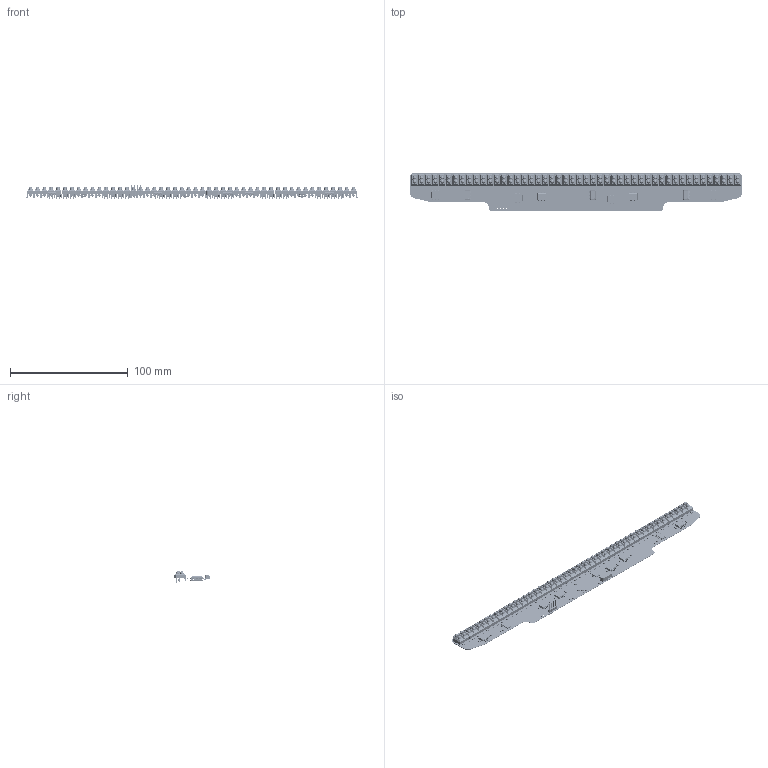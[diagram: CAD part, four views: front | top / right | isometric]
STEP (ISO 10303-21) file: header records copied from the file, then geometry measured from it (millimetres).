
FILE_DESCRIPTION(('Open CASCADE Model'),'2;1');
FILE_NAME('Open CASCADE Shape Model','2020-04-09T19:26:27',('Author'),( 'Open CASCADE'),'Open CASCADE STEP processor 6.8','Open CASCADE 6.8' ,'Unknown');
FILE_SCHEMA(('AUTOMOTIVE_DESIGN { 1 0 10303 214 1 1 1 1 }'));
Length unit declared in the file: millimetre
Products named in the file (231): PCB; Board; Open CASCADE STEP translator 6.8 1.1.1; R7; 0805RES; R5; CAN_Rterm; R4; C6; 6257384944; Extruded; 6257384464; C3; 6257383744; 6257383424; 1; TCRT5000; LEDs; Metal_Contacts; Open CASCADE STEP translator 6.8 1.8.1.3; ADC6; User_Library-IPC_SO; ADC5; ADC4; ADC3; ADC2; ADC1; R6; C4; OPTO3; User_Library-User_Library-TSSOP-24; OPTO2; OPTO1; R3; RES_0805; C7; X1; 6256433152; 6256432912; 6256432512 ...
Assembly tree (473 placements, depth 4):
  PCB
    Board
      Open CASCADE STEP translator 6.8 1.1.1
    R7
      0805RES
    R5
      0805RES
    CAN_Rterm
      0805RES
    R4
      0805RES
    C6
      6257384944
        Extruded
      6257384464  x2
        Extruded
    C3
      6257383744
        Extruded
      6257383424  x2
        Extruded
    1
      TCRT5000
        LEDs
        Metal_Contacts
        Open CASCADE STEP translator 6.8 1.8.1.3
    ADC6
      User_Library-IPC_SO
    ADC5
      User_Library-IPC_SO
    ADC4
      User_Library-IPC_SO
    ADC3
      User_Library-IPC_SO
    ADC2
      User_Library-IPC_SO
    ADC1
      User_Library-IPC_SO
    R6
      0805RES
    R6
      0805RES
    R6
      0805RES
    R6
      0805RES
    R6
      0805RES
    R6
      0805RES
    C4
      6257383424  x2
        Extruded
      6257383744
        Extruded
    C4
      6257383424  x2
        Extruded
      6257383744
        Extruded
Bounding box: 282.3 x 31.89 x 12.04 mm (x, y, z)
Volume: 16022.8 mm3; surface area: 37213.5 mm2
Topology: 806 solids, 806 shells, 20533 faces, 53214 edges, 34702 vertices
Faces by surface type: plane 15069, bspline 3186, cylinder 2074, sphere 156, cone 48
Full cylindrical faces by diameter (mm): 0.9 x48, 1 x244, 1.1 x4, 2.796 x96
Entity records: 63285 total; most frequent: CARTESIAN_POINT 13271, DIRECTION 8464, ORIENTED_EDGE 8276, EDGE_CURVE 4138, AXIS2_PLACEMENT_3D 2846, LINE 2772, VECTOR 2772, VERTEX_POINT 2669
